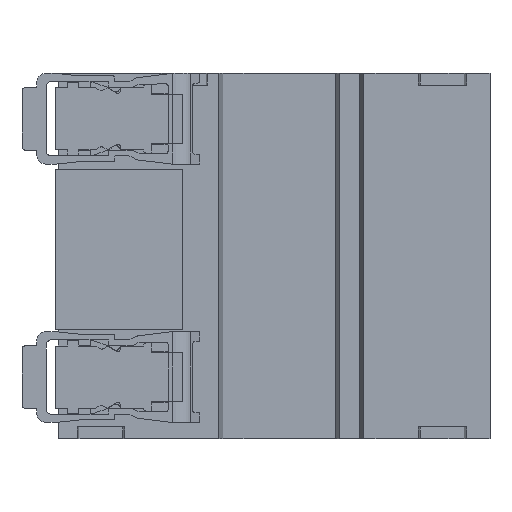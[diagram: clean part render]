
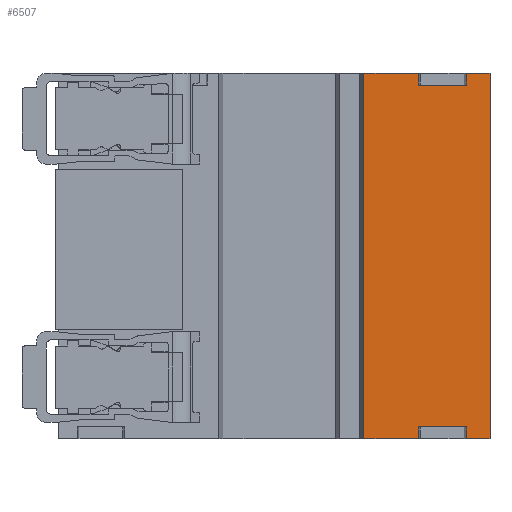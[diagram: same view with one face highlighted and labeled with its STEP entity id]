
A CAD part, front view. The second image highlights one B-rep face of the part: STEP entity #6507.
In plain terms, the highlighted face is planar.
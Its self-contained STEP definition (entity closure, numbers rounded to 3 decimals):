
#2123=DIRECTION('',(0.,1.,0.));
#2124=VECTOR('',#2123,10.627);
#2125=CARTESIAN_POINT('',(0.005,67.154,
-67.78));
#2126=LINE('',#2125,#2124);
#2135=DIRECTION('',(0.,1.,0.));
#2136=VECTOR('',#2135,4.58);
#2137=CARTESIAN_POINT('',(0.005,87.322,
-67.78));
#2138=LINE('',#2137,#2136);
#2337=DIRECTION('',(0.,-1.,0.));
#2338=VECTOR('',#2337,10.627);
#2339=CARTESIAN_POINT('',(71.705,77.781,-67.78));
#2340=LINE('',#2339,#2338);
#2439=DIRECTION('',(0.,-1.,0.));
#2440=VECTOR('',#2439,9.541);
#2441=CARTESIAN_POINT('',(2.305,87.322,-67.78));
#2442=LINE('',#2441,#2440);
#2443=DIRECTION('',(-1.,0.,0.));
#2444=VECTOR('',#2443,2.3);
#2445=CARTESIAN_POINT('',(2.305,77.781,-67.78));
#2446=LINE('',#2445,#2444);
#2447=DIRECTION('',(1.,0.,0.));
#2448=VECTOR('',#2447,2.3);
#2449=CARTESIAN_POINT('',(69.405,87.322,-67.78));
#2450=LINE('',#2449,#2448);
#2451=DIRECTION('',(0.,1.,0.));
#2452=VECTOR('',#2451,4.58);
#2453=CARTESIAN_POINT('',(71.705,87.322,-67.78));
#2454=LINE('',#2453,#2452);
#2455=DIRECTION('',(-1.,0.,0.));
#2456=VECTOR('',#2455,71.7);
#2457=CARTESIAN_POINT('',(71.705,91.902,-67.78));
#2458=LINE('',#2457,#2456);
#2471=DIRECTION('',(-1.,0.,0.));
#2472=VECTOR('',#2471,2.3);
#2473=CARTESIAN_POINT('',(2.305,87.322,-67.78));
#2474=LINE('',#2473,#2472);
#2487=DIRECTION('',(-1.,0.,0.));
#2488=VECTOR('',#2487,71.7);
#2489=CARTESIAN_POINT('',(71.705,67.154,-67.78));
#2490=LINE('',#2489,#2488);
#4101=DIRECTION('',(1.,0.,0.));
#4102=VECTOR('',#4101,2.3);
#4103=CARTESIAN_POINT('',(69.405,77.781,-67.78));
#4104=LINE('',#4103,#4102);
#4117=DIRECTION('',(0.,-1.,0.));
#4118=VECTOR('',#4117,9.541);
#4119=CARTESIAN_POINT('',(69.405,87.322,-67.78));
#4120=LINE('',#4119,#4118);
#5030=CARTESIAN_POINT('',(0.005,67.154,
-67.78));
#5031=VERTEX_POINT('',#5030);
#5032=CARTESIAN_POINT('',(0.005,77.781,
-67.78));
#5033=VERTEX_POINT('',#5032);
#5038=CARTESIAN_POINT('',(0.005,87.322,
-67.78));
#5039=VERTEX_POINT('',#5038);
#5040=CARTESIAN_POINT('',(0.005,91.902,
-67.78));
#5041=VERTEX_POINT('',#5040);
#5184=CARTESIAN_POINT('',(71.705,91.902,-67.78));
#5185=VERTEX_POINT('',#5184);
#5186=CARTESIAN_POINT('',(71.705,87.322,-67.78));
#5187=VERTEX_POINT('',#5186);
#5192=CARTESIAN_POINT('',(71.705,77.781,-67.78));
#5193=VERTEX_POINT('',#5192);
#5194=CARTESIAN_POINT('',(71.705,67.154,-67.78));
#5195=VERTEX_POINT('',#5194);
#5342=CARTESIAN_POINT('',(2.305,87.322,-67.78));
#5343=CARTESIAN_POINT('',(2.305,77.781,-67.78));
#5344=VERTEX_POINT('',#5342);
#5345=VERTEX_POINT('',#5343);
#5346=CARTESIAN_POINT('',(69.405,77.781,-67.78));
#5347=VERTEX_POINT('',#5346);
#5348=CARTESIAN_POINT('',(69.405,87.322,-67.78));
#5349=VERTEX_POINT('',#5348);
#6481=CARTESIAN_POINT('',(0.005,91.902,
-67.78));
#6482=DIRECTION('',(0.,0.,-1.));
#6483=DIRECTION('',(0.,-1.,0.));
#6484=AXIS2_PLACEMENT_3D('',#6481,#6482,#6483);
#6485=PLANE('',#6484);
#6487=ORIENTED_EDGE('',*,*,#6486,.T.);
#6489=ORIENTED_EDGE('',*,*,#6488,.T.);
#6490=ORIENTED_EDGE('',*,*,#6005,.F.);
#6492=ORIENTED_EDGE('',*,*,#6491,.F.);
#6493=ORIENTED_EDGE('',*,*,#6259,.F.);
#6495=ORIENTED_EDGE('',*,*,#6494,.F.);
#6497=ORIENTED_EDGE('',*,*,#6496,.F.);
#6499=ORIENTED_EDGE('',*,*,#6498,.T.);
#6500=ORIENTED_EDGE('',*,*,#6251,.T.);
#6501=ORIENTED_EDGE('',*,*,#6360,.T.);
#6502=ORIENTED_EDGE('',*,*,#6013,.F.);
#6504=ORIENTED_EDGE('',*,*,#6503,.F.);
#6505=EDGE_LOOP('',(#6487,#6489,#6490,#6492,#6493,#6495,#6497,#6499,#6500,#6501,
#6502,#6504));
#6506=FACE_OUTER_BOUND('',#6505,.F.);
#6507=ADVANCED_FACE('',(#6506),#6485,.T.);
#6005=EDGE_CURVE('',#5031,#5033,#2126,.T.);
#6013=EDGE_CURVE('',#5039,#5041,#2138,.T.);
#6251=EDGE_CURVE('',#5187,#5185,#2454,.T.);
#6259=EDGE_CURVE('',#5193,#5195,#2340,.T.);
#6360=EDGE_CURVE('',#5185,#5041,#2458,.T.);
#6486=EDGE_CURVE('',#5344,#5345,#2442,.T.);
#6488=EDGE_CURVE('',#5345,#5033,#2446,.T.);
#6491=EDGE_CURVE('',#5195,#5031,#2490,.T.);
#6494=EDGE_CURVE('',#5347,#5193,#4104,.T.);
#6496=EDGE_CURVE('',#5349,#5347,#4120,.T.);
#6498=EDGE_CURVE('',#5349,#5187,#2450,.T.);
#6503=EDGE_CURVE('',#5344,#5039,#2474,.T.);
